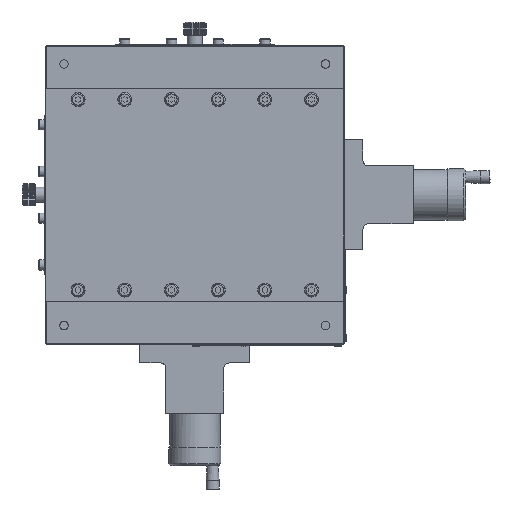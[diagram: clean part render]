
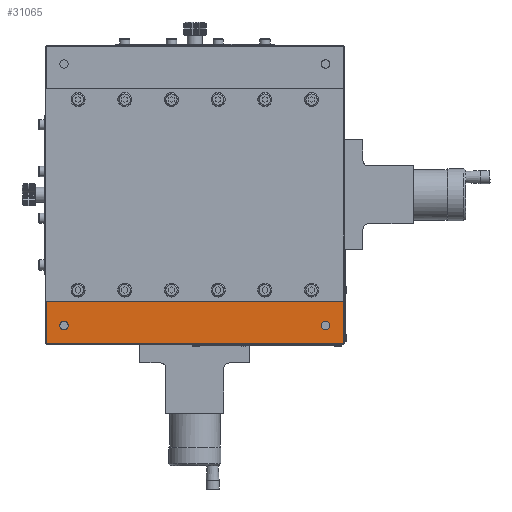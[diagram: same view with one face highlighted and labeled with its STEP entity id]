
A CAD part, front view. The second image highlights one B-rep face of the part: STEP entity #31065.
In plain terms, the highlighted planar face has unit normal (0, -1, 0).
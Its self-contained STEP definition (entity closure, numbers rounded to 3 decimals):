
#172 = AXIS2_PLACEMENT_3D ( 'NONE', #2278, #33363, #51618 ) ;
#471 = DIRECTION ( 'NONE',  ( 1., 0., 0. ) ) ;
#519 = CARTESIAN_POINT ( 'NONE',  ( 0.5, 0., 80. ) ) ;
#1251 = CARTESIAN_POINT ( 'NONE',  ( 10., 0., -67.75 ) ) ;
#1380 = AXIS2_PLACEMENT_3D ( 'NONE', #16879, #41061, #35099 ) ;
#1404 = LINE ( 'NONE', #519, #16998 ) ;
#2278 = CARTESIAN_POINT ( 'NONE',  ( 10., 0., -70. ) ) ;
#2750 = LINE ( 'NONE', #11425, #37016 ) ;
#4015 = PLANE ( 'NONE',  #1380 ) ;
#5897 = VECTOR ( 'NONE', #471, 1000. ) ;
#5941 = ORIENTED_EDGE ( 'NONE', *, *, #18864, .F. ) ;
#6087 = VECTOR ( 'NONE', #22367, 1000. ) ;
#8793 = FACE_BOUND ( 'NONE', #32221, .T. ) ;
#9818 = AXIS2_PLACEMENT_3D ( 'NONE', #23143, #49762, #18650 ) ;
#9930 = ORIENTED_EDGE ( 'NONE', *, *, #22811, .F. ) ;
#11425 = CARTESIAN_POINT ( 'NONE',  ( 160., 0., -79.5 ) ) ;
#14618 = EDGE_CURVE ( 'NONE', #46108, #46108, #46938, .T. ) ;
#15422 = VERTEX_POINT ( 'NONE', #36754 ) ;
#16879 = CARTESIAN_POINT ( 'NONE',  ( 160., 0., 80. ) ) ;
#16998 = VECTOR ( 'NONE', #19044, 1000. ) ;
#18650 = DIRECTION ( 'NONE',  ( 0., 0., 1. ) ) ;
#18864 = EDGE_CURVE ( 'NONE', #15422, #24162, #2750, .T. ) ;
#18992 = CARTESIAN_POINT ( 'NONE',  ( 160., 0., -57. ) ) ;
#19044 = DIRECTION ( 'NONE',  ( 0., 0., -1. ) ) ;
#22367 = DIRECTION ( 'NONE',  ( 0., 0., -1. ) ) ;
#22811 = EDGE_CURVE ( 'NONE', #50194, #50194, #31744, .T. ) ;
#23005 = EDGE_LOOP ( 'NONE', ( #46493 ) ) ;
#23143 = CARTESIAN_POINT ( 'NONE',  ( 150., 0., -70. ) ) ;
#23563 = CARTESIAN_POINT ( 'NONE',  ( 159.5, 0., -57. ) ) ;
#24162 = VERTEX_POINT ( 'NONE', #24503 ) ;
#24503 = CARTESIAN_POINT ( 'NONE',  ( 0.5, 0., -79.5 ) ) ;
#24647 = ORIENTED_EDGE ( 'NONE', *, *, #30298, .F. ) ;
#25334 = ORIENTED_EDGE ( 'NONE', *, *, #49788, .T. ) ;
#26329 = VERTEX_POINT ( 'NONE', #45026 ) ;
#29640 = DIRECTION ( 'NONE',  ( -1., 0., 0. ) ) ;
#30298 = EDGE_CURVE ( 'NONE', #38523, #15422, #59171, .T. ) ;
#31065 = ADVANCED_FACE ( 'NONE', ( #35393, #8793, #54252 ), #4015, .F. ) ;
#31744 = CIRCLE ( 'NONE', #9818, 2.25 ) ;
#32221 = EDGE_LOOP ( 'NONE', ( #9930 ) ) ;
#33363 = DIRECTION ( 'NONE',  ( 0., -1., 0. ) ) ;
#34135 = EDGE_CURVE ( 'NONE', #26329, #38523, #40548, .T. ) ;
#35099 = DIRECTION ( 'NONE',  ( 0., 0., 1. ) ) ;
#35393 = FACE_OUTER_BOUND ( 'NONE', #48602, .T. ) ;
#35536 = CARTESIAN_POINT ( 'NONE',  ( 159.5, 0., 0. ) ) ;
#36754 = CARTESIAN_POINT ( 'NONE',  ( 159.5, 0., -79.5 ) ) ;
#37016 = VECTOR ( 'NONE', #29640, 1000. ) ;
#38523 = VERTEX_POINT ( 'NONE', #23563 ) ;
#40548 = LINE ( 'NONE', #18992, #5897 ) ;
#41061 = DIRECTION ( 'NONE',  ( 0., 1., 0. ) ) ;
#45026 = CARTESIAN_POINT ( 'NONE',  ( 0.5, 0., -57. ) ) ;
#46108 = VERTEX_POINT ( 'NONE', #1251 ) ;
#46493 = ORIENTED_EDGE ( 'NONE', *, *, #14618, .F. ) ;
#46938 = CIRCLE ( 'NONE', #172, 2.25 ) ;
#48602 = EDGE_LOOP ( 'NONE', ( #25334, #5941, #24647, #49497 ) ) ;
#49497 = ORIENTED_EDGE ( 'NONE', *, *, #34135, .F. ) ;
#49762 = DIRECTION ( 'NONE',  ( 0., -1., 0. ) ) ;
#49788 = EDGE_CURVE ( 'NONE', #26329, #24162, #1404, .T. ) ;
#50194 = VERTEX_POINT ( 'NONE', #55570 ) ;
#51618 = DIRECTION ( 'NONE',  ( 0., 0., 1. ) ) ;
#54252 = FACE_BOUND ( 'NONE', #23005, .T. ) ;
#55570 = CARTESIAN_POINT ( 'NONE',  ( 150., 0., -67.75 ) ) ;
#59171 = LINE ( 'NONE', #35536, #6087 ) ;
